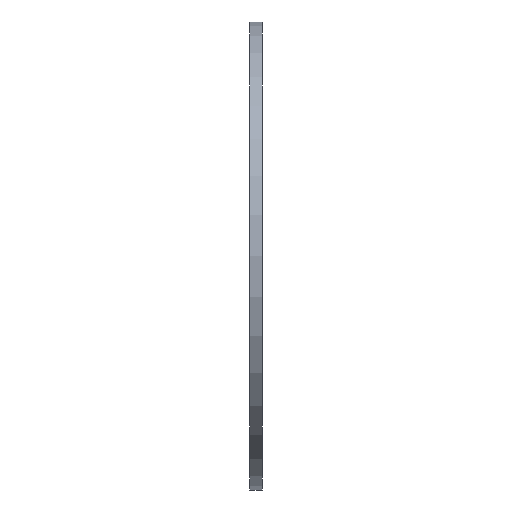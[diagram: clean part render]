
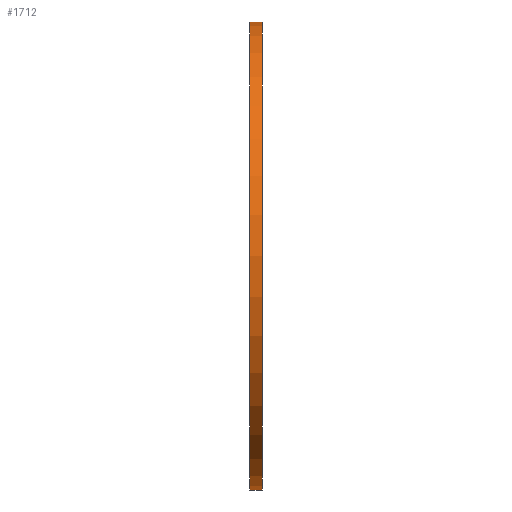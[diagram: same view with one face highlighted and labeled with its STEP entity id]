
A CAD part, front view. The second image highlights one B-rep face of the part: STEP entity #1712.
In plain terms, the highlighted cylindrical face has radius 91 mm (diameter 182 mm), a full revolution.
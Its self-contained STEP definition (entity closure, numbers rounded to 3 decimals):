
#165=FACE_OUTER_BOUND('',#251,.T.);
#251=EDGE_LOOP('',(#1382,#1383,#1384,#1385));
#399=LINE('',#3052,#481);
#481=VECTOR('',#2553,91.);
#644=CIRCLE('',#1974,91.);
#645=CIRCLE('',#1975,91.);
#808=VERTEX_POINT('',#3049);
#809=VERTEX_POINT('',#3051);
#1053=EDGE_CURVE('',#808,#808,#644,.T.);
#1054=EDGE_CURVE('',#808,#809,#399,.T.);
#1055=EDGE_CURVE('',#809,#809,#645,.T.);
#1382=ORIENTED_EDGE('',*,*,#1053,.F.);
#1383=ORIENTED_EDGE('',*,*,#1054,.T.);
#1384=ORIENTED_EDGE('',*,*,#1055,.T.);
#1385=ORIENTED_EDGE('',*,*,#1054,.F.);
#1629=CYLINDRICAL_SURFACE('',#1973,91.);
#1712=ADVANCED_FACE('',(#165),#1629,.T.);
#1973=AXIS2_PLACEMENT_3D('',#3048,#2549,#2550);
#1974=AXIS2_PLACEMENT_3D('',#3050,#2551,#2552);
#1975=AXIS2_PLACEMENT_3D('',#3053,#2554,#2555);
#2549=DIRECTION('center_axis',(1.,0.,0.));
#2550=DIRECTION('ref_axis',(0.,1.,0.));
#2551=DIRECTION('center_axis',(1.,0.,0.));
#2552=DIRECTION('ref_axis',(0.,1.,0.));
#2553=DIRECTION('',(-1.,0.,0.));
#2554=DIRECTION('center_axis',(1.,0.,0.));
#2555=DIRECTION('ref_axis',(0.,1.,0.));
#3048=CARTESIAN_POINT('Origin',(0.,0.,0.));
#3049=CARTESIAN_POINT('',(5.,-91.,0.));
#3050=CARTESIAN_POINT('Origin',(5.,0.,0.));
#3051=CARTESIAN_POINT('',(0.,-91.,0.));
#3052=CARTESIAN_POINT('',(0.,-91.,0.));
#3053=CARTESIAN_POINT('Origin',(0.,0.,0.));
